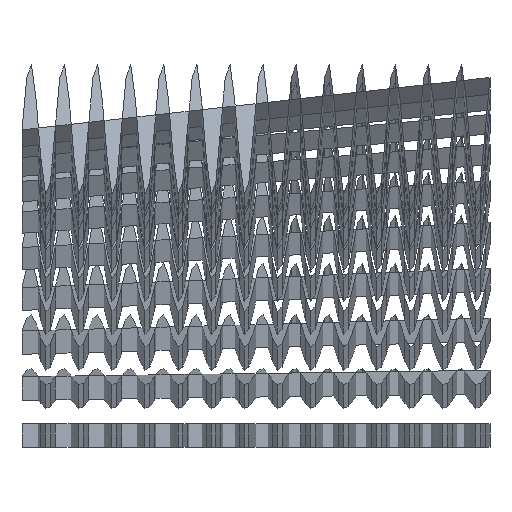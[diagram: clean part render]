
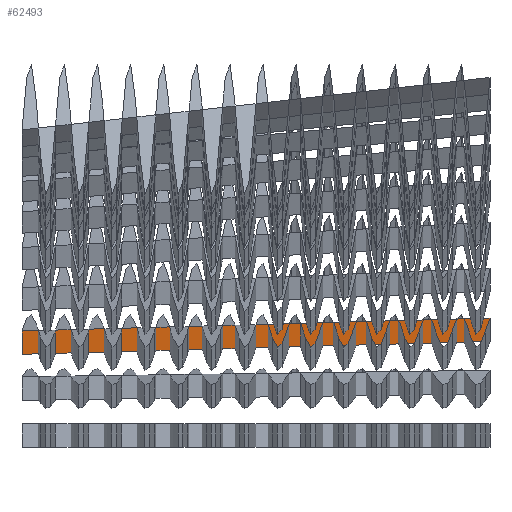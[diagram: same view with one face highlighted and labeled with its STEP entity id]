
A CAD part, front view. The second image highlights one B-rep face of the part: STEP entity #62493.
In plain terms, the highlighted planar face has unit normal (-0.156, 0.973, 0.172).
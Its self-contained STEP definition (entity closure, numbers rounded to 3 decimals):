
#54934 = EDGE_CURVE('',#54935,#54937,#54939,.T.);
#54935 = VERTEX_POINT('',#54936);
#54936 = CARTESIAN_POINT('',(0.,-3.473,19.696));
#54937 = VERTEX_POINT('',#54938);
#54938 = CARTESIAN_POINT('',(0.,-4.341,24.62));
#54939 = SURFACE_CURVE('',#54940,(#54944,#54956),.PCURVE_S1.);
#54940 = LINE('',#54941,#54942);
#54941 = CARTESIAN_POINT('',(0.,-3.473,19.696));
#54942 = VECTOR('',#54943,1.);
#54943 = DIRECTION('',(0.,-0.174,0.985));
#54944 = PCURVE('',#54945,#54950);
#54945 = PLANE('',#54946);
#54946 = AXIS2_PLACEMENT_3D('',#54947,#54948,#54949);
#54947 = CARTESIAN_POINT('',(0.,-3.473,19.696));
#54948 = DIRECTION('',(-0.998,0.063,
    0.011));
#54949 = DIRECTION('',(0.064,0.983,0.173));
#54950 = DEFINITIONAL_REPRESENTATION('',(#54951),#54955);
#54951 = LINE('',#54952,#54953);
#54952 = CARTESIAN_POINT('',(0.,0.));
#54953 = VECTOR('',#54954,1.);
#54954 = DIRECTION('',(0.,-1.));
#54955 = ( GEOMETRIC_REPRESENTATION_CONTEXT(2) 
PARAMETRIC_REPRESENTATION_CONTEXT() REPRESENTATION_CONTEXT('2D SPACE',''
  ) );
#54956 = PCURVE('',#54957,#54962);
#54957 = PLANE('',#54958);
#54958 = AXIS2_PLACEMENT_3D('',#54959,#54960,#54961);
#54959 = CARTESIAN_POINT('',(99.,11.925,22.411));
#54960 = DIRECTION('',(0.156,-0.973,-0.172));
#54961 = DIRECTION('',(-0.988,-0.154,
    -0.027));
#54962 = DEFINITIONAL_REPRESENTATION('',(#54963),#54967);
#54963 = LINE('',#54964,#54965);
#54964 = CARTESIAN_POINT('',(100.227,0.));
#54965 = VECTOR('',#54966,1.);
#54966 = DIRECTION('',(0.,-1.));
#54967 = ( GEOMETRIC_REPRESENTATION_CONTEXT(2) 
PARAMETRIC_REPRESENTATION_CONTEXT() REPRESENTATION_CONTEXT('2D SPACE',''
  ) );
#54985 = PLANE('',#54986);
#54986 = AXIS2_PLACEMENT_3D('',#54987,#54988,#54989);
#54987 = CARTESIAN_POINT('',(49.68,-3.606,
    24.75));
#54988 = DIRECTION('',(0.,-0.174,0.985));
#54989 = DIRECTION('',(1.,0.,0.));
#55039 = PLANE('',#55040);
#55040 = AXIS2_PLACEMENT_3D('',#55041,#55042,#55043);
#55041 = CARTESIAN_POINT('',(49.68,-2.738,
    19.826));
#55042 = DIRECTION('',(0.,-0.174,0.985));
#55043 = DIRECTION('',(1.,0.,0.));
#62390 = PLANE('',#62391);
#62391 = AXIS2_PLACEMENT_3D('',#62392,#62393,#62394);
#62392 = CARTESIAN_POINT('',(98.,-3.475,19.696));
#62393 = DIRECTION('',(-0.998,0.063,
    0.011));
#62394 = DIRECTION('',(0.064,0.983,0.173)
  );
#62428 = VERTEX_POINT('',#62429);
#62429 = CARTESIAN_POINT('',(99.,11.057,27.335));
#62450 = EDGE_CURVE('',#62451,#62428,#62453,.T.);
#62451 = VERTEX_POINT('',#62452);
#62452 = CARTESIAN_POINT('',(99.,11.925,22.411));
#62453 = SURFACE_CURVE('',#62454,(#62458,#62465),.PCURVE_S1.);
#62454 = LINE('',#62455,#62456);
#62455 = CARTESIAN_POINT('',(99.,11.925,22.411));
#62456 = VECTOR('',#62457,1.);
#62457 = DIRECTION('',(0.,-0.174,0.985));
#62458 = PCURVE('',#62390,#62459);
#62459 = DEFINITIONAL_REPRESENTATION('',(#62460),#62464);
#62460 = LINE('',#62461,#62462);
#62461 = CARTESIAN_POINT('',(15.669,0.));
#62462 = VECTOR('',#62463,1.);
#62463 = DIRECTION('',(0.,-1.));
#62464 = ( GEOMETRIC_REPRESENTATION_CONTEXT(2) 
PARAMETRIC_REPRESENTATION_CONTEXT() REPRESENTATION_CONTEXT('2D SPACE',''
  ) );
#62465 = PCURVE('',#54957,#62466);
#62466 = DEFINITIONAL_REPRESENTATION('',(#62467),#62471);
#62467 = LINE('',#62468,#62469);
#62468 = CARTESIAN_POINT('',(-0.,0.));
#62469 = VECTOR('',#62470,1.);
#62470 = DIRECTION('',(0.,-1.));
#62471 = ( GEOMETRIC_REPRESENTATION_CONTEXT(2) 
PARAMETRIC_REPRESENTATION_CONTEXT() REPRESENTATION_CONTEXT('2D SPACE',''
  ) );
#62493 = ADVANCED_FACE('',(#62494),#54957,.F.);
#62494 = FACE_BOUND('',#62495,.F.);
#62495 = EDGE_LOOP('',(#62496,#62497,#62518,#62519));
#62496 = ORIENTED_EDGE('',*,*,#62450,.T.);
#62497 = ORIENTED_EDGE('',*,*,#62498,.T.);
#62498 = EDGE_CURVE('',#62428,#54937,#62499,.T.);
#62499 = SURFACE_CURVE('',#62500,(#62504,#62511),.PCURVE_S1.);
#62500 = LINE('',#62501,#62502);
#62501 = CARTESIAN_POINT('',(99.,11.057,27.335));
#62502 = VECTOR('',#62503,1.);
#62503 = DIRECTION('',(-0.988,-0.154,
    -0.027));
#62504 = PCURVE('',#54957,#62505);
#62505 = DEFINITIONAL_REPRESENTATION('',(#62506),#62510);
#62506 = LINE('',#62507,#62508);
#62507 = CARTESIAN_POINT('',(0.,-5.));
#62508 = VECTOR('',#62509,1.);
#62509 = DIRECTION('',(1.,0.));
#62510 = ( GEOMETRIC_REPRESENTATION_CONTEXT(2) 
PARAMETRIC_REPRESENTATION_CONTEXT() REPRESENTATION_CONTEXT('2D SPACE',''
  ) );
#62511 = PCURVE('',#54985,#62512);
#62512 = DEFINITIONAL_REPRESENTATION('',(#62513),#62517);
#62513 = LINE('',#62514,#62515);
#62514 = CARTESIAN_POINT('',(49.32,14.889));
#62515 = VECTOR('',#62516,1.);
#62516 = DIRECTION('',(-0.988,-0.156));
#62517 = ( GEOMETRIC_REPRESENTATION_CONTEXT(2) 
PARAMETRIC_REPRESENTATION_CONTEXT() REPRESENTATION_CONTEXT('2D SPACE',''
  ) );
#62518 = ORIENTED_EDGE('',*,*,#54934,.F.);
#62519 = ORIENTED_EDGE('',*,*,#62520,.F.);
#62520 = EDGE_CURVE('',#62451,#54935,#62521,.T.);
#62521 = SURFACE_CURVE('',#62522,(#62526,#62533),.PCURVE_S1.);
#62522 = LINE('',#62523,#62524);
#62523 = CARTESIAN_POINT('',(99.,11.925,22.411));
#62524 = VECTOR('',#62525,1.);
#62525 = DIRECTION('',(-0.988,-0.154,
    -0.027));
#62526 = PCURVE('',#54957,#62527);
#62527 = DEFINITIONAL_REPRESENTATION('',(#62528),#62532);
#62528 = LINE('',#62529,#62530);
#62529 = CARTESIAN_POINT('',(-0.,0.));
#62530 = VECTOR('',#62531,1.);
#62531 = DIRECTION('',(1.,0.));
#62532 = ( GEOMETRIC_REPRESENTATION_CONTEXT(2) 
PARAMETRIC_REPRESENTATION_CONTEXT() REPRESENTATION_CONTEXT('2D SPACE',''
  ) );
#62533 = PCURVE('',#55039,#62534);
#62534 = DEFINITIONAL_REPRESENTATION('',(#62535),#62539);
#62535 = LINE('',#62536,#62537);
#62536 = CARTESIAN_POINT('',(49.32,14.889));
#62537 = VECTOR('',#62538,1.);
#62538 = DIRECTION('',(-0.988,-0.156));
#62539 = ( GEOMETRIC_REPRESENTATION_CONTEXT(2) 
PARAMETRIC_REPRESENTATION_CONTEXT() REPRESENTATION_CONTEXT('2D SPACE',''
  ) );
